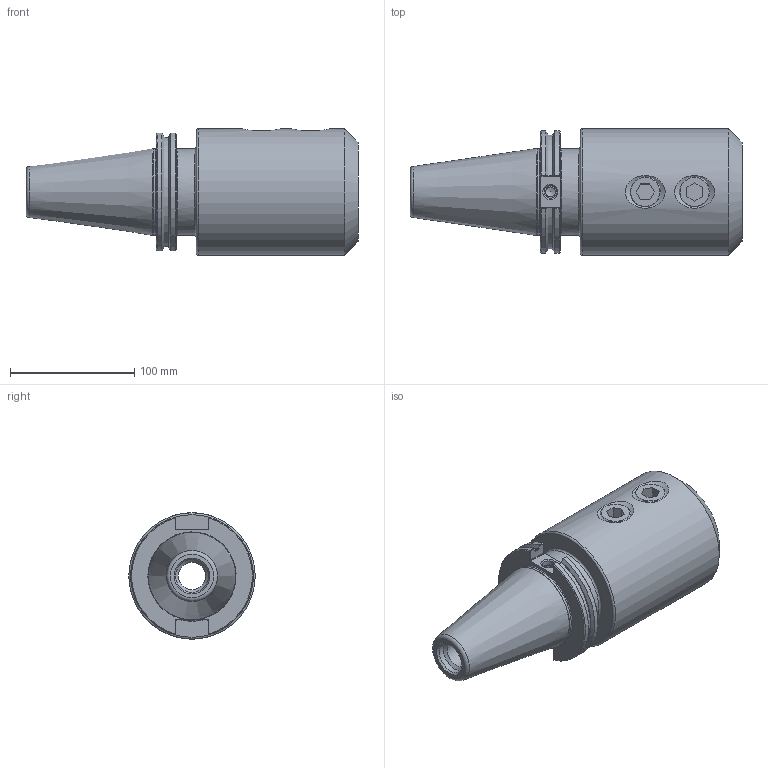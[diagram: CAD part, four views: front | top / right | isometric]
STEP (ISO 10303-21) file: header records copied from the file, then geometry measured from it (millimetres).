
FILE_DESCRIPTION((''),'2;1');
FILE_NAME('C50-25EM6.stp','2015-03-20T14:43:24',('blaste'),(''),'Autodesk Inventor 2012','Autodesk Inventor 2012','');
FILE_SCHEMA(('AUTOMOTIVE_DESIGN { 1 0 10303 214 1 1 1 1 }'));
Length unit declared in the file: inch
Products named in the file (3): C50-25EM6; C50-25EM6-1; 029-928
Assembly tree (3 placements, depth 2):
  C50-25EM6
    C50-25EM6-1
    029-928  x2
Bounding box: 266.7 x 101.6 x 101.6 mm (x, y, z)
Volume: 1062512.7 mm3; surface area: 124974.6 mm2
Topology: 3 solids, 3 shells, 119 faces, 304 edges, 195 vertices
Faces by surface type: plane 52, cylinder 31, cone 23, bspline 8, torus 5
Full cylindrical faces by diameter (mm): 8 x1, 10.135 x1, 21.971 x1, 23.444 x2, 25.4 x2, 26.365 x1, 63.5 x1, 64.262 x1, 69.342 x1, 69.85 x1, 101.6 x1
Entity records: 4201 total; most frequent: CARTESIAN_POINT 1667, ORIENTED_EDGE 478, DIRECTION 456, EDGE_CURVE 239, AXIS2_PLACEMENT_3D 177, VERTEX_POINT 169, EDGE_LOOP 146, FACE_OUTER_BOUND 107
